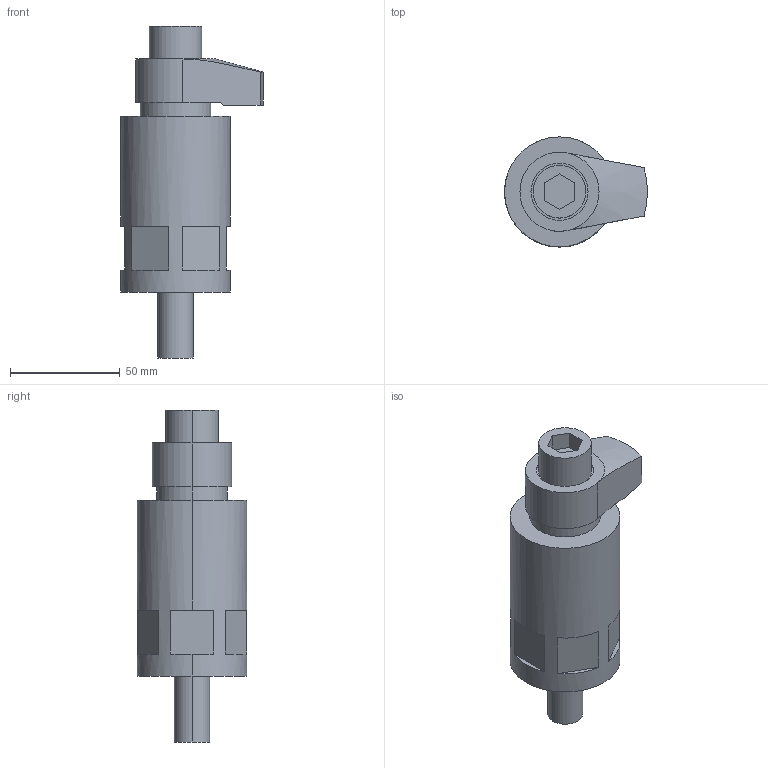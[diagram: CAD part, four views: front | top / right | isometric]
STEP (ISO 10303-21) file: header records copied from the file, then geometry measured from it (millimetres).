
FILE_DESCRIPTION (( 'STEP AP203' ), '1' );
FILE_NAME ('bj130-16040a1.STEP', '2021-10-25T01:09:07', ( '' ), ( '' ), 'SwSTEP 2.0', 'SolidWorks 2020', '' );
FILE_SCHEMA (( 'CONFIG_CONTROL_DESIGN' ));
Length unit declared in the file: millimetre
Products named in the file (4): bj130-16040a1; bj130-16040a1_02; bj130-16040a1_03; bj130-16040a1_01
Assembly tree (3 placements, depth 2):
  bj130-16040a1
    bj130-16040a1_01
    bj130-16040a1_02
    bj130-16040a1_03
Bounding box: 65 x 50 x 151 mm (x, y, z)
Volume: 193364.4 mm3; surface area: 43685.9 mm2
Topology: 3 solids, 3 shells, 63 faces, 136 edges, 90 vertices
Faces by surface type: plane 40, cylinder 21, cone 2
Entity records: 2173 total; most frequent: DIRECTION 331, CARTESIAN_POINT 323, ORIENTED_EDGE 272, EDGE_CURVE 136, AXIS2_PLACEMENT_3D 130, VERTEX_POINT 90, EDGE_LOOP 76, VECTOR 71
